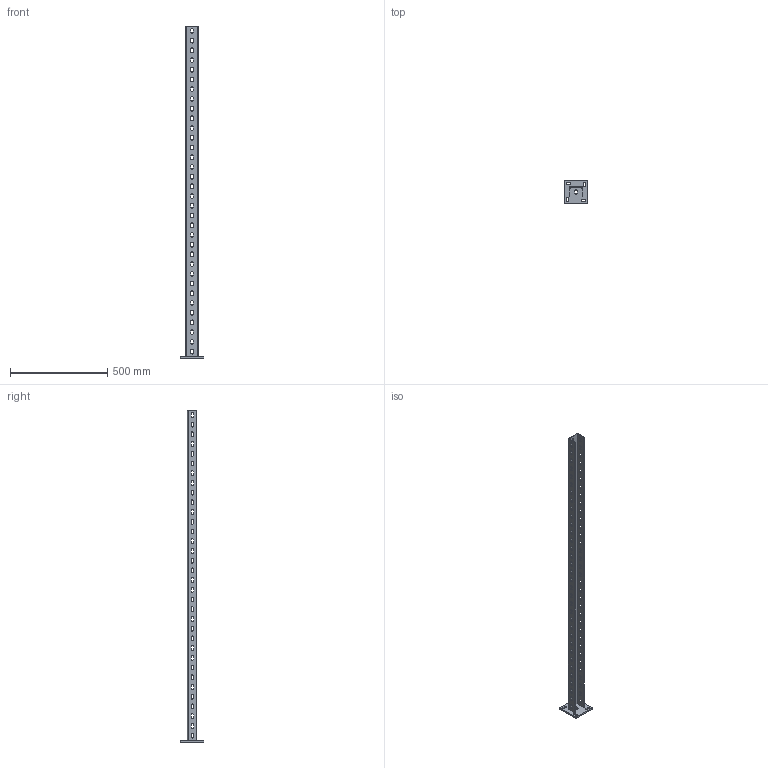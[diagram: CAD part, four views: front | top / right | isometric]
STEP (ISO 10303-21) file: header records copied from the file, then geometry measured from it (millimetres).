
FILE_DESCRIPTION (( 'STEP AP214' ), '1' );
FILE_NAME ('Äåòàë__1700.STEP', '2023-04-03T10:41:58', ( '' ), ( '' ), 'SwSTEP 2.0', 'SolidWorks 2022', '' );
FILE_SCHEMA (( 'AUTOMOTIVE_DESIGN' ));
Length unit declared in the file: millimetre
Products named in the file (1): Детал__1700
Bounding box: 120 x 120 x 1708 mm (x, y, z)
Volume: 1068301.8 mm3; surface area: 554347.7 mm2
Topology: 1 solids, 1 shells, 555 faces, 1656 edges, 1104 vertices
Faces by surface type: cylinder 326, plane 229
Entity records: 19364 total; most frequent: DIRECTION 3420, CARTESIAN_POINT 3316, ORIENTED_EDGE 3312, EDGE_CURVE 1656, AXIS2_PLACEMENT_3D 1208, VERTEX_POINT 1104, VECTOR 1004, LINE 1004
